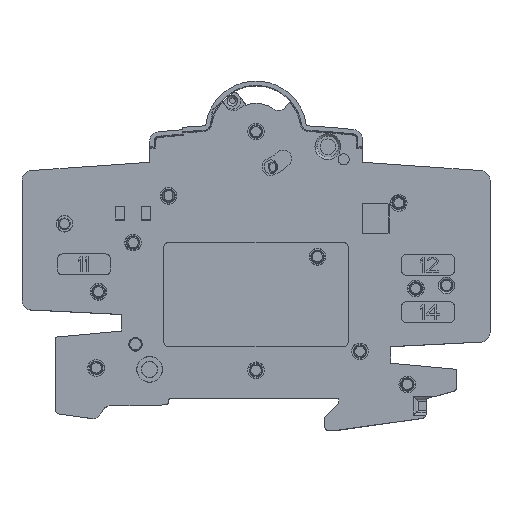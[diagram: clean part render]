
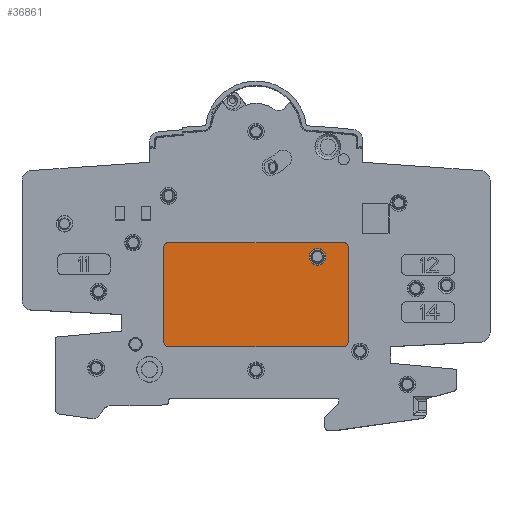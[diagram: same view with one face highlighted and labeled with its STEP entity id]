
A CAD part, top view. The second image highlights one B-rep face of the part: STEP entity #36861.
In plain terms, the highlighted planar face has unit normal (0, 0, 1).
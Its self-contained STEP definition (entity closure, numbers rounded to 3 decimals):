
#11805=CARTESIAN_POINT('',(-18.5,32.,4.3));
#11806=DIRECTION('',(0.,0.,1.));
#11807=DIRECTION('',(0.,1.,0.));
#11808=AXIS2_PLACEMENT_3D('',#11805,#11806,#11807);
#11810=DIRECTION('',(-1.,0.,0.));
#11811=VECTOR('',#11810,37.);
#11812=CARTESIAN_POINT('',(18.5,33.,4.3));
#11813=LINE('',#11812,#11811);
#11814=CARTESIAN_POINT('',(18.5,32.,4.3));
#11815=DIRECTION('',(0.,0.,1.));
#11816=DIRECTION('',(1.,0.,0.));
#11817=AXIS2_PLACEMENT_3D('',#11814,#11815,#11816);
#11819=DIRECTION('',(0.,1.,0.));
#11820=VECTOR('',#11819,20.);
#11821=CARTESIAN_POINT('',(19.5,12.,4.3));
#11822=LINE('',#11821,#11820);
#11823=CARTESIAN_POINT('',(18.5,12.,4.3));
#11824=DIRECTION('',(0.,0.,1.));
#11825=DIRECTION('',(0.,-1.,0.));
#11826=AXIS2_PLACEMENT_3D('',#11823,#11824,#11825);
#11828=DIRECTION('',(1.,0.,0.));
#11829=VECTOR('',#11828,37.);
#11830=CARTESIAN_POINT('',(-18.5,11.,4.3));
#11831=LINE('',#11830,#11829);
#11832=CARTESIAN_POINT('',(-18.5,12.,4.3));
#11833=DIRECTION('',(0.,0.,1.));
#11834=DIRECTION('',(-1.,0.,0.));
#11835=AXIS2_PLACEMENT_3D('',#11832,#11833,#11834);
#11837=DIRECTION('',(0.,-1.,0.));
#11838=VECTOR('',#11837,20.);
#11839=CARTESIAN_POINT('',(-19.5,32.,4.3));
#11840=LINE('',#11839,#11838);
#11841=CARTESIAN_POINT('',(13.,30.,4.3));
#11842=DIRECTION('',(0.,0.,1.));
#11843=DIRECTION('',(-1.,0.,0.));
#11844=AXIS2_PLACEMENT_3D('',#11841,#11842,#11843);
#11846=CARTESIAN_POINT('',(13.,30.,4.3));
#11847=DIRECTION('',(0.,0.,1.));
#11848=DIRECTION('',(1.,0.,0.));
#11849=AXIS2_PLACEMENT_3D('',#11846,#11847,#11848);
#13544=CARTESIAN_POINT('',(-18.5,33.,4.3));
#13545=CARTESIAN_POINT('',(-19.5,32.,4.3));
#13546=VERTEX_POINT('',#13544);
#13547=VERTEX_POINT('',#13545);
#13548=CARTESIAN_POINT('',(-19.5,12.,4.3));
#13549=VERTEX_POINT('',#13548);
#13550=CARTESIAN_POINT('',(-18.5,11.,4.3));
#13551=VERTEX_POINT('',#13550);
#13552=CARTESIAN_POINT('',(18.5,11.,4.3));
#13553=VERTEX_POINT('',#13552);
#13554=CARTESIAN_POINT('',(19.5,12.,4.3));
#13555=VERTEX_POINT('',#13554);
#13556=CARTESIAN_POINT('',(19.5,32.,4.3));
#13557=VERTEX_POINT('',#13556);
#13558=CARTESIAN_POINT('',(18.5,33.,4.3));
#13559=VERTEX_POINT('',#13558);
#13741=CARTESIAN_POINT('',(11.234,30.,4.3));
#13742=CARTESIAN_POINT('',(14.766,30.,4.3));
#13743=VERTEX_POINT('',#13741);
#13744=VERTEX_POINT('',#13742);
#36840=CARTESIAN_POINT('',(0.,0.,4.3));
#36841=DIRECTION('',(0.,0.,1.));
#36842=DIRECTION('',(1.,0.,0.));
#36843=AXIS2_PLACEMENT_3D('',#36840,#36841,#36842);
#36844=PLANE('',#36843);
#36845=ORIENTED_EDGE('',*,*,#36680,.F.);
#36846=ORIENTED_EDGE('',*,*,#36702,.F.);
#36847=ORIENTED_EDGE('',*,*,#36723,.F.);
#36848=ORIENTED_EDGE('',*,*,#36744,.F.);
#36849=ORIENTED_EDGE('',*,*,#36765,.F.);
#36850=ORIENTED_EDGE('',*,*,#36786,.F.);
#36851=ORIENTED_EDGE('',*,*,#36807,.F.);
#36852=ORIENTED_EDGE('',*,*,#36827,.F.);
#36853=EDGE_LOOP('',(#36845,#36846,#36847,#36848,#36849,#36850,#36851,#36852));
#36854=FACE_OUTER_BOUND('',#36853,.F.);
#36856=ORIENTED_EDGE('',*,*,#36855,.T.);
#36858=ORIENTED_EDGE('',*,*,#36857,.T.);
#36859=EDGE_LOOP('',(#36856,#36858));
#36860=FACE_BOUND('',#36859,.F.);
#11809=CIRCLE('',#11808,1.);
#11818=CIRCLE('',#11817,1.);
#11827=CIRCLE('',#11826,1.);
#11836=CIRCLE('',#11835,1.);
#11845=CIRCLE('',#11844,1.766);
#11850=CIRCLE('',#11849,1.766);
#36680=EDGE_CURVE('',#13546,#13547,#11809,.T.);
#36702=EDGE_CURVE('',#13559,#13546,#11813,.T.);
#36723=EDGE_CURVE('',#13557,#13559,#11818,.T.);
#36744=EDGE_CURVE('',#13555,#13557,#11822,.T.);
#36765=EDGE_CURVE('',#13553,#13555,#11827,.T.);
#36786=EDGE_CURVE('',#13551,#13553,#11831,.T.);
#36807=EDGE_CURVE('',#13549,#13551,#11836,.T.);
#36827=EDGE_CURVE('',#13547,#13549,#11840,.T.);
#36855=EDGE_CURVE('',#13743,#13744,#11845,.T.);
#36857=EDGE_CURVE('',#13744,#13743,#11850,.T.);
#36861=ADVANCED_FACE('',(#36854,#36860),#36844,.T.);
